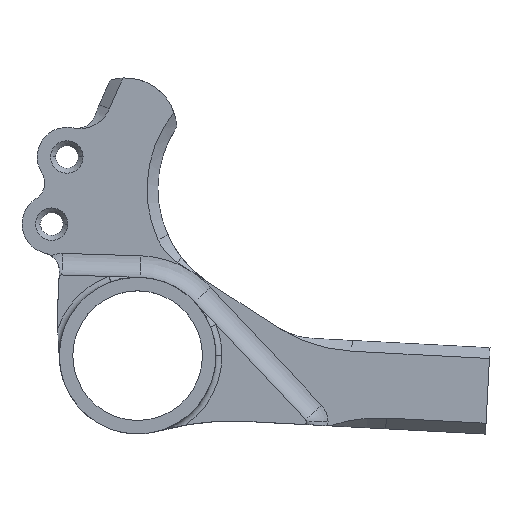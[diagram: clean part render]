
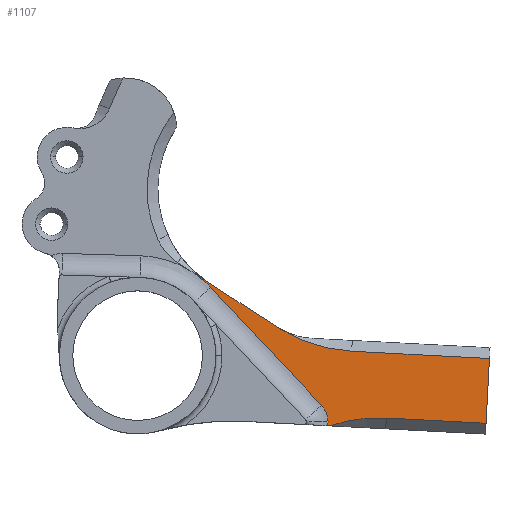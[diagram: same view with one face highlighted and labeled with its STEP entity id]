
A CAD part, top view. The second image highlights one B-rep face of the part: STEP entity #1107.
In plain terms, the highlighted planar face has unit normal (0, 0, 1).
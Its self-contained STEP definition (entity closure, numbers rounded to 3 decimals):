
#10 = AXIS2_PLACEMENT_3D ( 'NONE', #2102, #2132, #1841 ) ;
#23 = CARTESIAN_POINT ( 'NONE',  ( -0.581, -11.091, 1. ) ) ;
#39 = CARTESIAN_POINT ( 'NONE',  ( 30.734, -12.232, 1. ) ) ;
#44 = LINE ( 'NONE', #2420, #915 ) ;
#87 = CIRCLE ( 'NONE', #2050, 4.5 ) ;
#111 = VERTEX_POINT ( 'NONE', #262 ) ;
#158 = CARTESIAN_POINT ( 'NONE',  ( 35.546, -12.985, 1. ) ) ;
#164 = CARTESIAN_POINT ( 'NONE',  ( 0., 0., 1. ) ) ;
#195 = EDGE_CURVE ( 'NONE', #1682, #2194, #2603, .T. ) ;
#221 = DIRECTION ( 'NONE',  ( -0.451, 0.893, 0. ) ) ;
#241 = DIRECTION ( 'NONE',  ( -0.999, 0.052, 0. ) ) ;
#254 = ORIENTED_EDGE ( 'NONE', *, *, #1683, .T. ) ;
#260 = LINE ( 'NONE', #900, #1189 ) ;
#262 = CARTESIAN_POINT ( 'NONE',  ( 25.864, 5.282, 1. ) ) ;
#287 = CARTESIAN_POINT ( 'NONE',  ( 44.559, -39.465, 1. ) ) ;
#314 = ORIENTED_EDGE ( 'NONE', *, *, #1168, .T. ) ;
#318 = CIRCLE ( 'NONE', #608, 27.972 ) ;
#319 = CARTESIAN_POINT ( 'NONE',  ( 35.234, -12.232, 1. ) ) ;
#329 = VERTEX_POINT ( 'NONE', #319 ) ;
#385 = DIRECTION ( 'NONE',  ( 1., 0., 0. ) ) ;
#427 = CARTESIAN_POINT ( 'NONE',  ( 64.951, -3.404, 1. ) ) ;
#474 = ORIENTED_EDGE ( 'NONE', *, *, #2209, .T. ) ;
#496 = DIRECTION ( 'NONE',  ( -0.839, 0.544, 0. ) ) ;
#516 = ORIENTED_EDGE ( 'NONE', *, *, #195, .T. ) ;
#540 = LINE ( 'NONE', #1376, #2124 ) ;
#608 = AXIS2_PLACEMENT_3D ( 'NONE', #287, #1128, #221 ) ;
#609 = DIRECTION ( 'NONE',  ( 1., 0., 0. ) ) ;
#621 = DIRECTION ( 'NONE',  ( 0., 0., -1. ) ) ;
#695 = EDGE_CURVE ( 'NONE', #1171, #749, #44, .T. ) ;
#720 = EDGE_CURVE ( 'NONE', #1905, #955, #2149, .T. ) ;
#733 = VECTOR ( 'NONE', #1759, 1000. ) ;
#749 = VERTEX_POINT ( 'NONE', #1296 ) ;
#763 = PLANE ( 'NONE',  #2685 ) ;
#824 = DIRECTION ( 'NONE',  ( 0., 0., -1. ) ) ;
#882 = DIRECTION ( 'NONE',  ( 0.999, -0.052, 0. ) ) ;
#900 = CARTESIAN_POINT ( 'NONE',  ( 10.062, 15.524, 1. ) ) ;
#910 = ORIENTED_EDGE ( 'NONE', *, *, #2573, .T. ) ;
#915 = VECTOR ( 'NONE', #496, 1000. ) ;
#955 = VERTEX_POINT ( 'NONE', #158 ) ;
#1068 = ORIENTED_EDGE ( 'NONE', *, *, #2625, .F. ) ;
#1107 = ADVANCED_FACE ( 'NONE', ( #2077 ), #763, .T. ) ;
#1108 = CARTESIAN_POINT ( 'NONE',  ( 13.473, 12.678, 1. ) ) ;
#1128 = DIRECTION ( 'NONE',  ( 0., 0., -1. ) ) ;
#1144 = VERTEX_POINT ( 'NONE', #2510 ) ;
#1168 = EDGE_CURVE ( 'NONE', #1213, #111, #2568, .T. ) ;
#1171 = VERTEX_POINT ( 'NONE', #2778 ) ;
#1189 = VECTOR ( 'NONE', #1969, 1000. ) ;
#1206 = ORIENTED_EDGE ( 'NONE', *, *, #1403, .T. ) ;
#1213 = VERTEX_POINT ( 'NONE', #1437 ) ;
#1296 = CARTESIAN_POINT ( 'NONE',  ( 10.062, 15.524, 1. ) ) ;
#1327 = CARTESIAN_POINT ( 'NONE',  ( 30.734, -12.232, 1. ) ) ;
#1376 = CARTESIAN_POINT ( 'NONE',  ( 13.473, 12.678, 1. ) ) ;
#1403 = EDGE_CURVE ( 'NONE', #1144, #1213, #2379, .T. ) ;
#1428 = DIRECTION ( 'NONE',  ( 0., 0., 1. ) ) ;
#1437 = CARTESIAN_POINT ( 'NONE',  ( 39.614, 0.821, 1. ) ) ;
#1441 = EDGE_CURVE ( 'NONE', #1171, #111, #260, .T. ) ;
#1466 = ORIENTED_EDGE ( 'NONE', *, *, #1806, .T. ) ;
#1531 = AXIS2_PLACEMENT_3D ( 'NONE', #2755, #824, #609 ) ;
#1543 = CARTESIAN_POINT ( 'NONE',  ( 68.398, -0.687, 1. ) ) ;
#1548 = DIRECTION ( 'NONE',  ( 0.685, -0.728, 0. ) ) ;
#1587 = EDGE_LOOP ( 'NONE', ( #1068, #1206, #314, #2264, #1947, #2224, #254, #474, #1466, #2363, #910, #516 ) ) ;
#1624 = AXIS2_PLACEMENT_3D ( 'NONE', #39, #621, #1985 ) ;
#1682 = VERTEX_POINT ( 'NONE', #2457 ) ;
#1683 = EDGE_CURVE ( 'NONE', #1715, #2656, #540, .T. ) ;
#1715 = VERTEX_POINT ( 'NONE', #1108 ) ;
#1759 = DIRECTION ( 'NONE',  ( 0.999, -0.052, 0. ) ) ;
#1765 = CIRCLE ( 'NONE', #1624, 4.5 ) ;
#1806 = EDGE_CURVE ( 'NONE', #329, #1905, #87, .T. ) ;
#1832 = EDGE_CURVE ( 'NONE', #749, #1715, #2773, .T. ) ;
#1841 = DIRECTION ( 'NONE',  ( -0.052, -0.999, 0. ) ) ;
#1905 = VERTEX_POINT ( 'NONE', #1999 ) ;
#1947 = ORIENTED_EDGE ( 'NONE', *, *, #695, .T. ) ;
#1959 = CARTESIAN_POINT ( 'NONE',  ( 34.011, -9.148, 1. ) ) ;
#1969 = DIRECTION ( 'NONE',  ( 0.839, -0.544, 0. ) ) ;
#1985 = DIRECTION ( 'NONE',  ( 1., 0., 0. ) ) ;
#1999 = CARTESIAN_POINT ( 'NONE',  ( 35.173, -12.965, 1. ) ) ;
#2050 = AXIS2_PLACEMENT_3D ( 'NONE', #1327, #2210, #2196 ) ;
#2077 = FACE_OUTER_BOUND ( 'NONE', #1587, .T. ) ;
#2102 = CARTESIAN_POINT ( 'NONE',  ( 41.078, 28.755, 1. ) ) ;
#2115 = VECTOR ( 'NONE', #2134, 1000. ) ;
#2124 = VECTOR ( 'NONE', #1548, 1000. ) ;
#2132 = DIRECTION ( 'NONE',  ( 0., 0., -1. ) ) ;
#2134 = DIRECTION ( 'NONE',  ( -0.052, -0.999, 0. ) ) ;
#2149 = LINE ( 'NONE', #23, #2489 ) ;
#2163 = CARTESIAN_POINT ( 'NONE',  ( 64.475, -12.498, 1. ) ) ;
#2194 = VERTEX_POINT ( 'NONE', #2163 ) ;
#2196 = DIRECTION ( 'NONE',  ( 1., 0., 0. ) ) ;
#2209 = EDGE_CURVE ( 'NONE', #2656, #329, #1765, .T. ) ;
#2210 = DIRECTION ( 'NONE',  ( 0., 0., -1. ) ) ;
#2224 = ORIENTED_EDGE ( 'NONE', *, *, #1832, .T. ) ;
#2264 = ORIENTED_EDGE ( 'NONE', *, *, #1441, .F. ) ;
#2347 = LINE ( 'NONE', #427, #2115 ) ;
#2356 = CARTESIAN_POINT ( 'NONE',  ( 46.023, -11.531, 1. ) ) ;
#2363 = ORIENTED_EDGE ( 'NONE', *, *, #720, .T. ) ;
#2379 = LINE ( 'NONE', #1543, #2530 ) ;
#2420 = CARTESIAN_POINT ( 'NONE',  ( 25.864, 5.282, 1. ) ) ;
#2457 = CARTESIAN_POINT ( 'NONE',  ( 46.023, -11.531, 1. ) ) ;
#2489 = VECTOR ( 'NONE', #882, 1000. ) ;
#2510 = CARTESIAN_POINT ( 'NONE',  ( 65.103, -0.514, 1. ) ) ;
#2530 = VECTOR ( 'NONE', #241, 1000. ) ;
#2568 = CIRCLE ( 'NONE', #10, 27.972 ) ;
#2573 = EDGE_CURVE ( 'NONE', #955, #1682, #318, .T. ) ;
#2603 = LINE ( 'NONE', #2356, #733 ) ;
#2625 = EDGE_CURVE ( 'NONE', #1144, #2194, #2347, .T. ) ;
#2656 = VERTEX_POINT ( 'NONE', #1959 ) ;
#2685 = AXIS2_PLACEMENT_3D ( 'NONE', #164, #1428, #385 ) ;
#2755 = CARTESIAN_POINT ( 'NONE',  ( 0., 0., 1. ) ) ;
#2773 = CIRCLE ( 'NONE', #1531, 18.5 ) ;
#2778 = CARTESIAN_POINT ( 'NONE',  ( 13.142, 13.528, 1. ) ) ;
